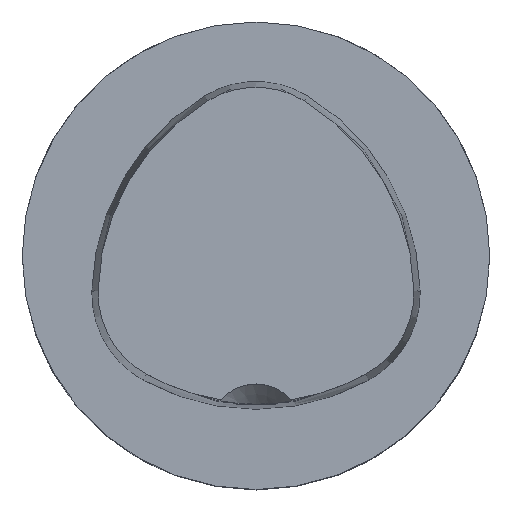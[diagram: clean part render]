
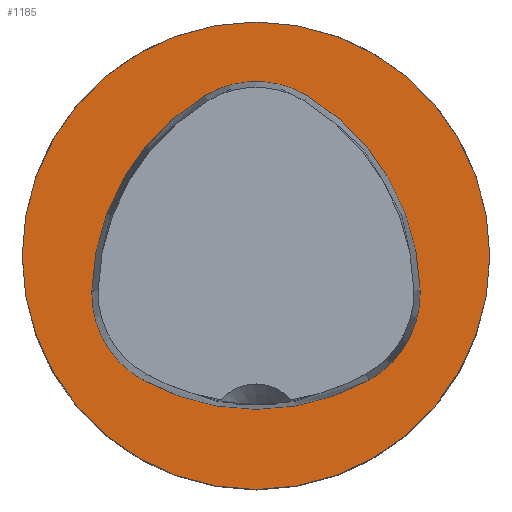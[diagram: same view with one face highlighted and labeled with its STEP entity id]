
A CAD part, top view. The second image highlights one B-rep face of the part: STEP entity #1185.
In plain terms, the highlighted planar face has unit normal (0, 0, 1).
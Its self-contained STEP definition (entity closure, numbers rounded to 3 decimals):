
#585=FACE_BOUND('',#2279,.T.);
#586=FACE_BOUND('',#2280,.T.);
#787=CIRCLE('',#8019,19.994);
#804=CIRCLE('',#8050,20.);
#805=CIRCLE('',#8052,8.5);
#806=CIRCLE('',#8054,20.);
#807=CIRCLE('',#8056,8.5);
#808=CIRCLE('',#8058,20.);
#809=CIRCLE('',#8060,8.5);
#1185=ADVANCED_FACE('',(#585,#586),#1499,.T.);
#1499=PLANE('',#8062);
#2279=EDGE_LOOP('',(#4278,#4279,#4280,#4281,#4282,#4283));
#2280=EDGE_LOOP('',(#4284));
#4278=ORIENTED_EDGE('',*,*,#6006,.T.);
#4279=ORIENTED_EDGE('',*,*,#6004,.T.);
#4280=ORIENTED_EDGE('',*,*,#6002,.T.);
#4281=ORIENTED_EDGE('',*,*,#6000,.T.);
#4282=ORIENTED_EDGE('',*,*,#5998,.T.);
#4283=ORIENTED_EDGE('',*,*,#5995,.T.);
#4284=ORIENTED_EDGE('',*,*,#5961,.F.);
#4971=VERTEX_POINT('',#12611);
#4997=VERTEX_POINT('',#12705);
#4998=VERTEX_POINT('',#12706);
#4999=VERTEX_POINT('',#12711);
#5000=VERTEX_POINT('',#12715);
#5001=VERTEX_POINT('',#12719);
#5002=VERTEX_POINT('',#12723);
#5961=EDGE_CURVE('',#4971,#4971,#787,.T.);
#5995=EDGE_CURVE('',#4997,#4998,#804,.T.);
#5998=EDGE_CURVE('',#4999,#4997,#805,.T.);
#6000=EDGE_CURVE('',#5000,#4999,#806,.T.);
#6002=EDGE_CURVE('',#5001,#5000,#807,.T.);
#6004=EDGE_CURVE('',#5002,#5001,#808,.T.);
#6006=EDGE_CURVE('',#4998,#5002,#809,.T.);
#8019=AXIS2_PLACEMENT_3D('',#12610,#9930,#9931);
#8050=AXIS2_PLACEMENT_3D('',#12704,#10002,#10003);
#8052=AXIS2_PLACEMENT_3D('',#12710,#10008,#10009);
#8054=AXIS2_PLACEMENT_3D('',#12714,#10013,#10014);
#8056=AXIS2_PLACEMENT_3D('',#12718,#10018,#10019);
#8058=AXIS2_PLACEMENT_3D('',#12722,#10023,#10024);
#8060=AXIS2_PLACEMENT_3D('',#12726,#10028,#10029);
#8062=AXIS2_PLACEMENT_3D('',#12728,#10032,#10033);
#9930=DIRECTION('',(0.,0.,-1.));
#9931=DIRECTION('',(-1.,0.,0.));
#10002=DIRECTION('',(0.,0.,-1.));
#10003=DIRECTION('',(0.,-1.,0.));
#10008=DIRECTION('',(0.,0.,-1.));
#10009=DIRECTION('',(0.866,-0.5,0.));
#10013=DIRECTION('',(0.,0.,-1.));
#10014=DIRECTION('',(0.866,0.5,0.));
#10018=DIRECTION('',(0.,0.,-1.));
#10019=DIRECTION('',(0.,1.,0.));
#10023=DIRECTION('',(0.,0.,-1.));
#10024=DIRECTION('',(-0.866,0.5,0.));
#10028=DIRECTION('',(0.,0.,-1.));
#10029=DIRECTION('',(-0.866,-0.5,0.));
#10032=DIRECTION('',(0.,0.,1.));
#10033=DIRECTION('',(0.,-1.,0.));
#12610=CARTESIAN_POINT('',(0.,0.,0.));
#12611=CARTESIAN_POINT('',(-19.994,0.,0.));
#12704=CARTESIAN_POINT('',(0.,6.876,0.));
#12705=CARTESIAN_POINT('',(9.639,-10.648,0.));
#12706=CARTESIAN_POINT('',(-9.639,-10.648,0.));
#12710=CARTESIAN_POINT('',(5.543,-3.2,0.));
#12711=CARTESIAN_POINT('',(14.041,-3.024,0.));
#12714=CARTESIAN_POINT('',(-5.955,-3.438,0.));
#12715=CARTESIAN_POINT('',(4.402,13.672,0.));
#12718=CARTESIAN_POINT('',(0.,6.4,0.));
#12719=CARTESIAN_POINT('',(-4.402,13.672,0.));
#12722=CARTESIAN_POINT('',(5.955,-3.438,0.));
#12723=CARTESIAN_POINT('',(-14.041,-3.024,0.));
#12726=CARTESIAN_POINT('',(-5.543,-3.2,0.));
#12728=CARTESIAN_POINT('',(-10.,0.,0.));
